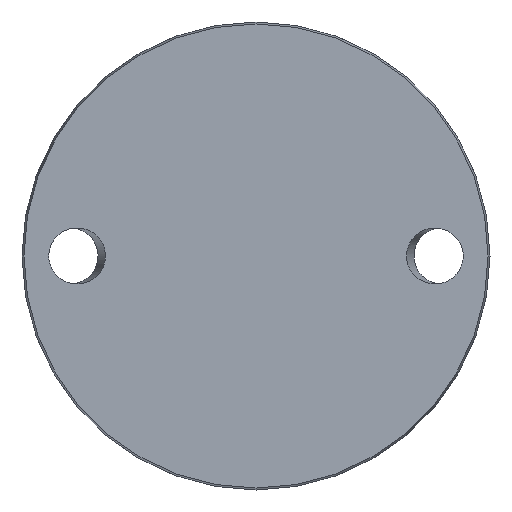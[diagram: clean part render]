
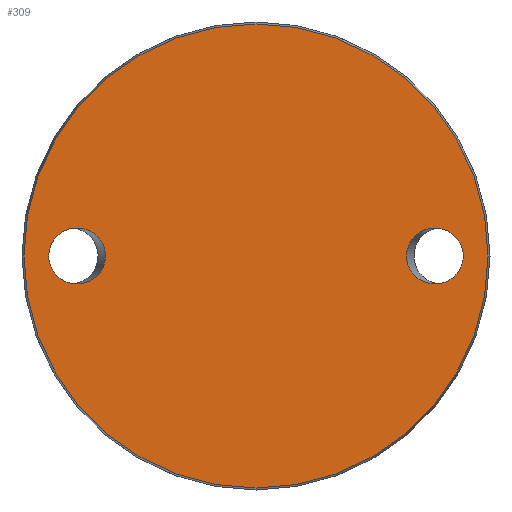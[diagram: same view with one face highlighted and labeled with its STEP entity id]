
A CAD part, front view. The second image highlights one B-rep face of the part: STEP entity #309.
In plain terms, the highlighted planar face has unit normal (0, -1, 0).
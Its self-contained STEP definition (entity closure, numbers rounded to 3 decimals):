
#45 = AXIS2_PLACEMENT_3D ( 'NONE', #101, #873, #808 ) ;
#50 = FACE_BOUND ( 'NONE', #54, .T. ) ;
#54 = EDGE_LOOP ( 'NONE', ( #61 ) ) ;
#60 = CARTESIAN_POINT ( 'NONE',  ( -68.425, 0., 0. ) ) ;
#61 = ORIENTED_EDGE ( 'NONE', *, *, #816, .F. ) ;
#101 = CARTESIAN_POINT ( 'NONE',  ( 0., 0., 0. ) ) ;
#126 = CARTESIAN_POINT ( 'NONE',  ( 44.385, 0., 0. ) ) ;
#127 = CARTESIAN_POINT ( 'NONE',  ( 44.385, 0., 0. ) ) ;
#172 = EDGE_CURVE ( 'NONE', #703, #703, #691, .T. ) ;
#214 = CARTESIAN_POINT ( 'NONE',  ( 61.115, 0., 0. ) ) ;
#294 = DIRECTION ( 'NONE',  ( 0., 1., 0. ) ) ;
#309 = ADVANCED_FACE ( 'NONE', ( #512, #50, #752 ), #671, .F. ) ;
#360 = DIRECTION ( 'NONE',  ( 0., 0., 1. ) ) ;
#364 = CARTESIAN_POINT ( 'NONE',  ( 44.385, 0., 16.5 ) ) ;
#401 = CARTESIAN_POINT ( 'NONE',  ( -44.385, 0., 16.5 ) ) ;
#427 =( BOUNDED_CURVE ( )  B_SPLINE_CURVE ( 3, ( #650, #564, #401, #560, #569, #551, #713 ),
 .UNSPECIFIED., .T., .T. ) 
 B_SPLINE_CURVE_WITH_KNOTS ( ( 4, 3, 4 ),
 ( 0., 3.142, 6.283 ),
 .UNSPECIFIED. ) 
 CURVE ( )  GEOMETRIC_REPRESENTATION_ITEM ( )  RATIONAL_B_SPLINE_CURVE ( ( 1., 0.333, 0.333, 1., 0.333, 0.333, 1. ) ) 
 REPRESENTATION_ITEM ( '' )  );
#445 = CARTESIAN_POINT ( 'NONE',  ( 44.385, 0., 0. ) ) ;
#497 = CARTESIAN_POINT ( 'NONE',  ( -61.115, 0., 0. ) ) ;
#498 = CARTESIAN_POINT ( 'NONE',  ( 61.115, 0., 16.5 ) ) ;
#512 = FACE_BOUND ( 'NONE', #815, .T. ) ;
#551 = CARTESIAN_POINT ( 'NONE',  ( -61.115, 0., -16.5 ) ) ;
#560 = CARTESIAN_POINT ( 'NONE',  ( -44.385, 0., 0. ) ) ;
#564 = CARTESIAN_POINT ( 'NONE',  ( -61.115, 0., 16.5 ) ) ;
#569 = CARTESIAN_POINT ( 'NONE',  ( -44.385, 0., -16.5 ) ) ;
#598 = AXIS2_PLACEMENT_3D ( 'NONE', #60, #294, #360 ) ;
#650 = CARTESIAN_POINT ( 'NONE',  ( -61.115, 0., 0. ) ) ;
#657 = VERTEX_POINT ( 'NONE', #126 ) ;
#658 = CARTESIAN_POINT ( 'NONE',  ( 44.385, 0., -16.5 ) ) ;
#670 = ORIENTED_EDGE ( 'NONE', *, *, #698, .T. ) ;
#671 = PLANE ( 'NONE',  #598 ) ;
#691 = CIRCLE ( 'NONE', #45, 68.425 ) ;
#698 = EDGE_CURVE ( 'NONE', #811, #811, #427, .T. ) ;
#703 = VERTEX_POINT ( 'NONE', #861 ) ;
#713 = CARTESIAN_POINT ( 'NONE',  ( -61.115, 0., 0. ) ) ;
#734 = CARTESIAN_POINT ( 'NONE',  ( 61.115, 0., -16.5 ) ) ;
#752 = FACE_OUTER_BOUND ( 'NONE', #756, .T. ) ;
#756 = EDGE_LOOP ( 'NONE', ( #956 ) ) ;
#808 = DIRECTION ( 'NONE',  ( 0., 0., -1. ) ) ;
#811 = VERTEX_POINT ( 'NONE', #497 ) ;
#815 = EDGE_LOOP ( 'NONE', ( #670 ) ) ;
#816 = EDGE_CURVE ( 'NONE', #657, #657, #947, .T. ) ;
#861 = CARTESIAN_POINT ( 'NONE',  ( 0., 0., -68.425 ) ) ;
#873 = DIRECTION ( 'NONE',  ( 0., -1., 0. ) ) ;
#947 =( BOUNDED_CURVE ( )  B_SPLINE_CURVE ( 3, ( #127, #658, #734, #214, #498, #364, #445 ),
 .UNSPECIFIED., .T., .T. ) 
 B_SPLINE_CURVE_WITH_KNOTS ( ( 4, 3, 4 ),
 ( 0., 3.142, 6.283 ),
 .UNSPECIFIED. ) 
 CURVE ( )  GEOMETRIC_REPRESENTATION_ITEM ( )  RATIONAL_B_SPLINE_CURVE ( ( 1., 0.333, 0.333, 1., 0.333, 0.333, 1. ) ) 
 REPRESENTATION_ITEM ( '' )  );
#956 = ORIENTED_EDGE ( 'NONE', *, *, #172, .T. ) ;
